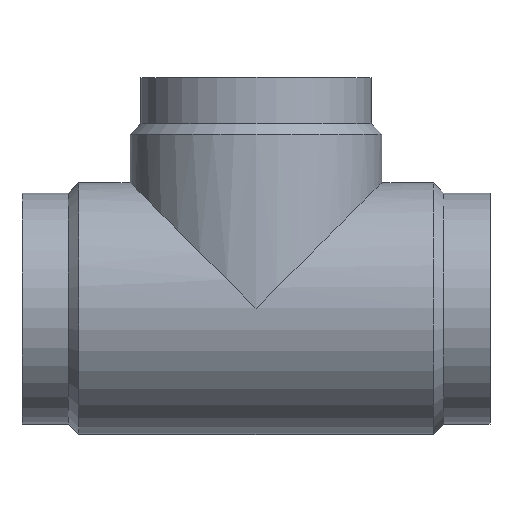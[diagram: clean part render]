
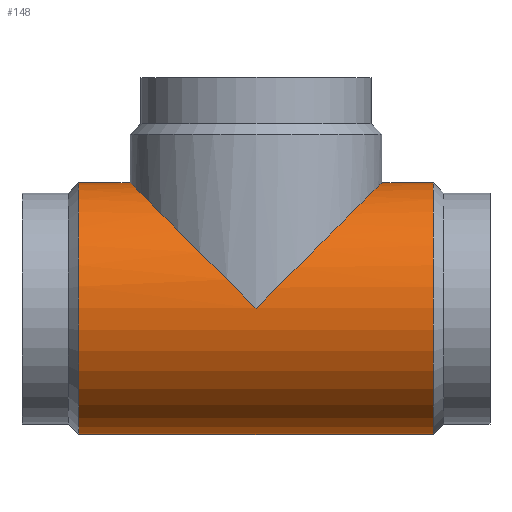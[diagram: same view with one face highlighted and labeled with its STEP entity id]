
A CAD part, top view. The second image highlights one B-rep face of the part: STEP entity #148.
In plain terms, the highlighted cylindrical face has radius 40.9 mm (diameter 81.8 mm), a partial arc.
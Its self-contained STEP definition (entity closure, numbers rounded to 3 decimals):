
#148 = ADVANCED_FACE( '', ( #392 ), #393, .T. );
#178 = EDGE_CURVE( '', #198, #340, #424, .T. );
#186 = EDGE_CURVE( '', #340, #194, #434, .T. );
#194 = VERTEX_POINT( '', #442 );
#198 = VERTEX_POINT( '', #446 );
#206 = EDGE_CURVE( '', #320, #248, #454, .T. );
#216 = EDGE_CURVE( '', #276, #198, #465, .T. );
#230 = EDGE_CURVE( '', #194, #354, #482, .T. );
#248 = VERTEX_POINT( '', #502 );
#276 = VERTEX_POINT( '', #534 );
#292 = EDGE_CURVE( '', #354, #320, #552, .T. );
#320 = VERTEX_POINT( '', #584 );
#328 = EDGE_CURVE( '', #276, #248, #592, .T. );
#340 = VERTEX_POINT( '', #606 );
#354 = VERTEX_POINT( '', #621 );
#392 = FACE_OUTER_BOUND( '', #653, .T. );
#393 = CYLINDRICAL_SURFACE( '', #654, 40.9 );
#424 = CIRCLE( '', #696, 40.9 );
#434 = LINE( '', #708, #709 );
#442 = CARTESIAN_POINT( '', ( -35.1, 40.9, 0. ) );
#446 = CARTESIAN_POINT( '', ( -18.4, -40.9, 0. ) );
#454 = LINE( '', #737, #738 );
#465 = LINE( '', #754, #755 );
#482 = ELLIPSE( '', #775, 57.841, 40.9 );
#502 = CARTESIAN_POINT( '', ( -133.6, 40.9, 0. ) );
#534 = CARTESIAN_POINT( '', ( -133.6, -40.9, 0. ) );
#552 = ELLIPSE( '', #865, 57.841, 40.9 );
#584 = CARTESIAN_POINT( '', ( -116.9, 40.9, 0. ) );
#592 = CIRCLE( '', #916, 40.9 );
#606 = CARTESIAN_POINT( '', ( -18.4, 40.9, 0. ) );
#621 = CARTESIAN_POINT( '', ( -76., 0., 40.9 ) );
#653 = EDGE_LOOP( '', ( #993, #994, #995, #996, #997, #998, #999 ) );
#654 = AXIS2_PLACEMENT_3D( '', #1000, #1001, #1002 );
#696 = AXIS2_PLACEMENT_3D( '', #1031, #1032, #1033 );
#708 = CARTESIAN_POINT( '', ( -76., 40.9, 0. ) );
#709 = VECTOR( '', #1045, 1. );
#737 = CARTESIAN_POINT( '', ( -76., 40.9, 0. ) );
#738 = VECTOR( '', #1052, 1. );
#754 = CARTESIAN_POINT( '', ( -76., -40.9, 0. ) );
#755 = VECTOR( '', #1069, 1. );
#775 = AXIS2_PLACEMENT_3D( '', #1102, #1103, #1104 );
#865 = AXIS2_PLACEMENT_3D( '', #1193, #1194, #1195 );
#916 = AXIS2_PLACEMENT_3D( '', #1250, #1251, #1252 );
#993 = ORIENTED_EDGE( '', *, *, #186, .T. );
#994 = ORIENTED_EDGE( '', *, *, #230, .T. );
#995 = ORIENTED_EDGE( '', *, *, #292, .T. );
#996 = ORIENTED_EDGE( '', *, *, #206, .T. );
#997 = ORIENTED_EDGE( '', *, *, #328, .F. );
#998 = ORIENTED_EDGE( '', *, *, #216, .T. );
#999 = ORIENTED_EDGE( '', *, *, #178, .T. );
#1000 = CARTESIAN_POINT( '', ( -76., 0., 0. ) );
#1001 = DIRECTION( '', ( 1., 0., 0. ) );
#1002 = DIRECTION( '', ( 0., 1., 0. ) );
#1031 = CARTESIAN_POINT( '', ( -18.4, 0., 0. ) );
#1032 = DIRECTION( '', ( -1., 0., 0. ) );
#1033 = DIRECTION( '', ( 0., 1., 0. ) );
#1045 = DIRECTION( '', ( -1., 0., 0. ) );
#1052 = DIRECTION( '', ( -1., 0., 0. ) );
#1069 = DIRECTION( '', ( 1., 0., 0. ) );
#1102 = CARTESIAN_POINT( '', ( -76., 0., 0. ) );
#1103 = DIRECTION( '', ( 0.707, -0.707, 0. ) );
#1104 = DIRECTION( '', ( 0.707, 0.707, 0. ) );
#1193 = CARTESIAN_POINT( '', ( -76., 0., 0. ) );
#1194 = DIRECTION( '', ( -0.707, -0.707, 0. ) );
#1195 = DIRECTION( '', ( 0.707, -0.707, 0. ) );
#1250 = CARTESIAN_POINT( '', ( -133.6, 0., 0. ) );
#1251 = DIRECTION( '', ( -1., 0., 0. ) );
#1252 = DIRECTION( '', ( 0., 1., 0. ) );
